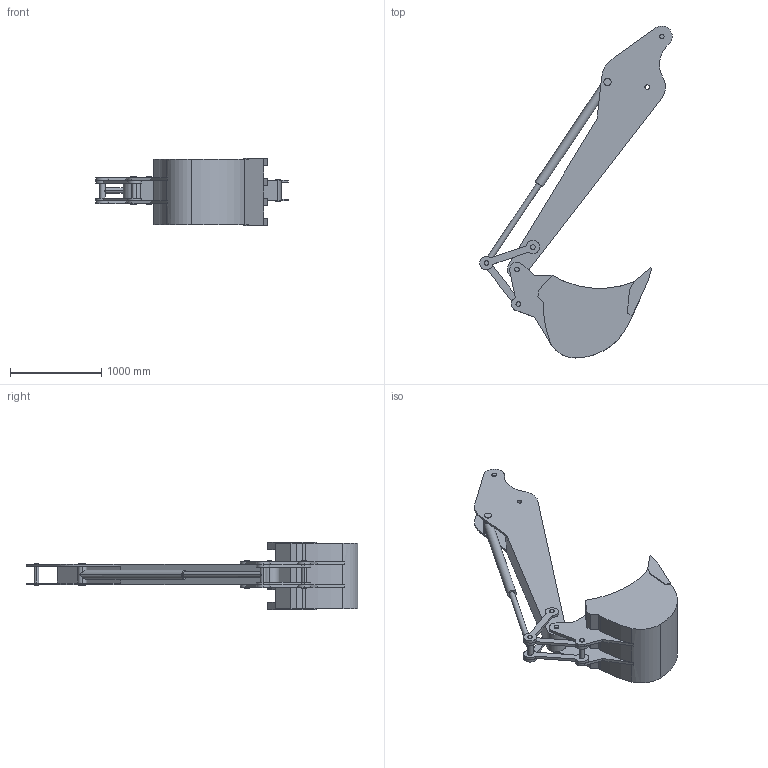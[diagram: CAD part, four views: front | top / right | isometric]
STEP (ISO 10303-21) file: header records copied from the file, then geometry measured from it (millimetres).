
FILE_DESCRIPTION(/* description */ (''),/* implementation_level */ '2;1');
FILE_NAME(/* name */ 'excavator_yellow3',/* time_stamp */ '2025-11-19T01:38:41+08:00',/* author */ (''),/* organization */ (''),/* preprocessor_version */ 'ST-DEVELOPER v19.2',/* originating_system */ 'Rhino 8.10',/* authorisation */ '');
FILE_SCHEMA (('CONFIG_CONTROL_DESIGN'));
Length unit declared in the file: millimetre
Products named in the file (1): Document
Bounding box: 2112.32 x 3640.81 x 740 mm (x, y, z)
Volume: 381192641.2 mm3; surface area: 13433895.9 mm2
Topology: 9 solids, 9 shells, 237 faces, 610 edges, 402 vertices
Faces by surface type: cylinder 120, plane 117
Entity records: 8786 total; most frequent: CARTESIAN_POINT 2119, ORIENTED_EDGE 1220, DIRECTION 725, EDGE_CURVE 610, AXIS2_PLACEMENT_3D 481, VERTEX_POINT 402, B_SPLINE_CURVE_WITH_KNOTS 360, EDGE_LOOP 280
